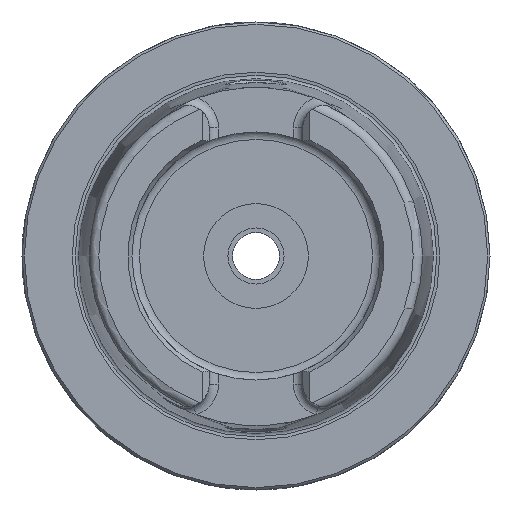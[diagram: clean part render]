
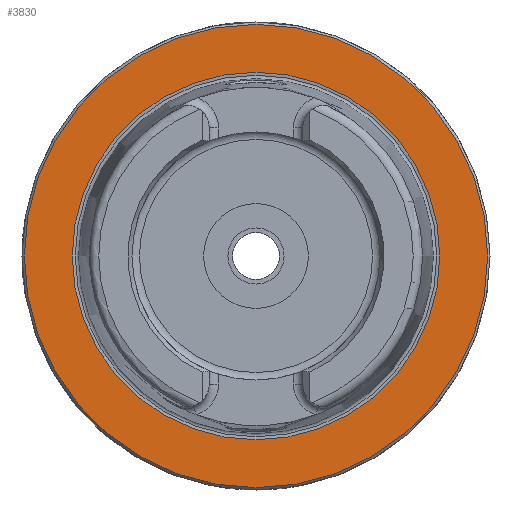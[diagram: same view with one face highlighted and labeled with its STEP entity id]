
A CAD part, left-side view. The second image highlights one B-rep face of the part: STEP entity #3830.
In plain terms, the highlighted planar face has unit normal (-1, 0, 0).
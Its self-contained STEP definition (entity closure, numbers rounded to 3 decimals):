
#252=FACE_BOUND('',#1083,.T.);
#299=PLANE('',#4272);
#861=FACE_OUTER_BOUND('',#1082,.T.);
#1082=EDGE_LOOP('',(#3123,#3124));
#1083=EDGE_LOOP('',(#3125,#3126));
#1343=CIRCLE('',#4270,39.275);
#1344=CIRCLE('',#4271,39.275);
#1345=CIRCLE('',#4273,49.5);
#1346=CIRCLE('',#4274,49.5);
#1686=VERTEX_POINT('',#7145);
#1687=VERTEX_POINT('',#7147);
#1688=VERTEX_POINT('',#7151);
#1689=VERTEX_POINT('',#7152);
#2204=EDGE_CURVE('',#1687,#1686,#1343,.T.);
#2205=EDGE_CURVE('',#1686,#1687,#1344,.T.);
#2206=EDGE_CURVE('',#1688,#1689,#1345,.T.);
#2207=EDGE_CURVE('',#1689,#1688,#1346,.T.);
#3123=ORIENTED_EDGE('',*,*,#2206,.F.);
#3124=ORIENTED_EDGE('',*,*,#2207,.F.);
#3125=ORIENTED_EDGE('',*,*,#2204,.T.);
#3126=ORIENTED_EDGE('',*,*,#2205,.T.);
#3830=ADVANCED_FACE('',(#861,#252),#299,.T.);
#4270=AXIS2_PLACEMENT_3D('',#7148,#5115,#5116);
#4271=AXIS2_PLACEMENT_3D('',#7149,#5117,#5118);
#4272=AXIS2_PLACEMENT_3D('',#7150,#5119,#5120);
#4273=AXIS2_PLACEMENT_3D('',#7153,#5121,#5122);
#4274=AXIS2_PLACEMENT_3D('',#7154,#5123,#5124);
#5115=DIRECTION('center_axis',(1.,0.,0.));
#5116=DIRECTION('ref_axis',(0.,0.,-1.));
#5117=DIRECTION('center_axis',(1.,0.,0.));
#5118=DIRECTION('ref_axis',(0.,0.,-1.));
#5119=DIRECTION('center_axis',(-1.,0.,0.));
#5120=DIRECTION('ref_axis',(0.,0.,1.));
#5121=DIRECTION('center_axis',(1.,0.,0.));
#5122=DIRECTION('ref_axis',(0.,0.,-1.));
#5123=DIRECTION('center_axis',(1.,0.,0.));
#5124=DIRECTION('ref_axis',(0.,0.,-1.));
#7145=CARTESIAN_POINT('',(0.,-39.275,0.));
#7147=CARTESIAN_POINT('',(0.,39.275,0.));
#7148=CARTESIAN_POINT('Origin',(0.,0.,0.));
#7149=CARTESIAN_POINT('Origin',(0.,0.,0.));
#7150=CARTESIAN_POINT('Origin',(0.,49.5,0.));
#7151=CARTESIAN_POINT('',(0.,49.5,0.));
#7152=CARTESIAN_POINT('',(0.,-49.5,0.));
#7153=CARTESIAN_POINT('Origin',(0.,0.,0.));
#7154=CARTESIAN_POINT('Origin',(0.,0.,0.));
